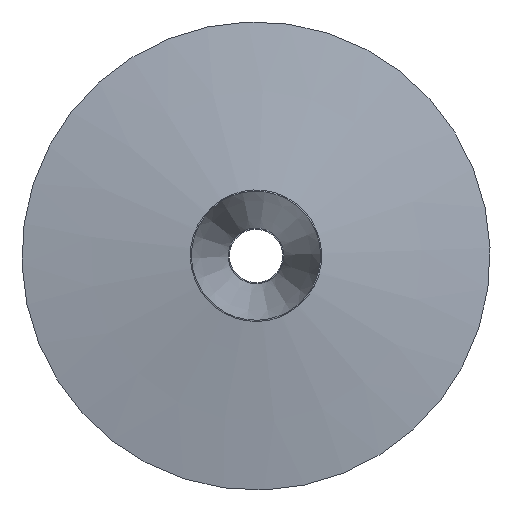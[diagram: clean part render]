
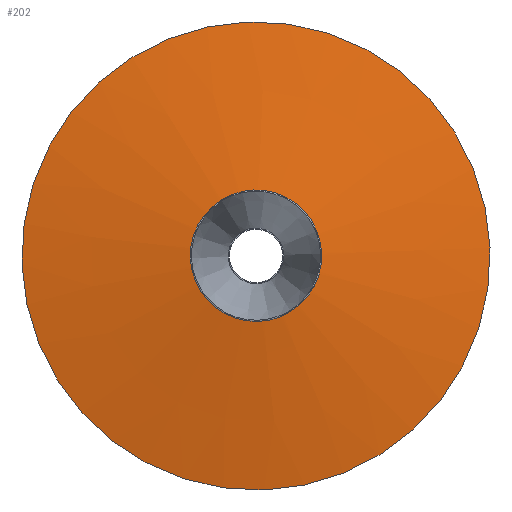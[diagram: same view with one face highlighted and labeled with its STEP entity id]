
A CAD part, top view. The second image highlights one B-rep face of the part: STEP entity #202.
In plain terms, the highlighted conical face has half-angle 80.5 degrees and reference radius 160.249 mm.
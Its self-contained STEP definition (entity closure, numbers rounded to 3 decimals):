
#25=FACE_OUTER_BOUND('',#39,.T.);
#39=EDGE_LOOP('',(#137,#138,#139,#140,#141));
#54=LINE('',#358,#63);
#63=VECTOR('',#280,160.249);
#72=CIRCLE('',#241,35.448);
#73=CIRCLE('',#242,285.05);
#74=CIRCLE('',#243,285.05);
#92=VERTEX_POINT('',#355);
#93=VERTEX_POINT('',#357);
#94=VERTEX_POINT('',#359);
#108=EDGE_CURVE('',#92,#92,#72,.T.);
#109=EDGE_CURVE('',#92,#93,#54,.T.);
#110=EDGE_CURVE('',#94,#93,#73,.T.);
#111=EDGE_CURVE('',#93,#94,#74,.T.);
#137=ORIENTED_EDGE('',*,*,#108,.T.);
#138=ORIENTED_EDGE('',*,*,#109,.T.);
#139=ORIENTED_EDGE('',*,*,#110,.F.);
#140=ORIENTED_EDGE('',*,*,#111,.F.);
#141=ORIENTED_EDGE('',*,*,#109,.F.);
#195=CONICAL_SURFACE('',#240,160.249,1.405);
#202=ADVANCED_FACE('',(#25),#195,.T.);
#240=AXIS2_PLACEMENT_3D('',#354,#276,#277);
#241=AXIS2_PLACEMENT_3D('',#356,#278,#279);
#242=AXIS2_PLACEMENT_3D('',#360,#281,#282);
#243=AXIS2_PLACEMENT_3D('',#361,#283,#284);
#276=DIRECTION('center_axis',(0.,0.,
-1.));
#277=DIRECTION('ref_axis',(-0.999,-0.035,0.));
#278=DIRECTION('center_axis',(0.,0.,
-1.));
#279=DIRECTION('ref_axis',(0.999,0.035,0.));
#280=DIRECTION('',(0.986,0.034,-0.165));
#281=DIRECTION('center_axis',(0.,0.,
-1.));
#282=DIRECTION('ref_axis',(0.999,0.035,0.));
#283=DIRECTION('center_axis',(0.,0.,
-1.));
#284=DIRECTION('ref_axis',(0.999,0.035,0.));
#354=CARTESIAN_POINT('Origin',(0.,0.,
-61.508));
#355=CARTESIAN_POINT('',(35.426,1.226,-40.624));
#356=CARTESIAN_POINT('Origin',(0.,0.,
-40.624));
#357=CARTESIAN_POINT('',(284.88,9.856,-82.393));
#358=CARTESIAN_POINT('',(160.153,5.541,-61.508));
#359=CARTESIAN_POINT('',(-284.88,-9.856,-82.393));
#360=CARTESIAN_POINT('Origin',(0.,0.,
-82.393));
#361=CARTESIAN_POINT('Origin',(0.,0.,
-82.393));
